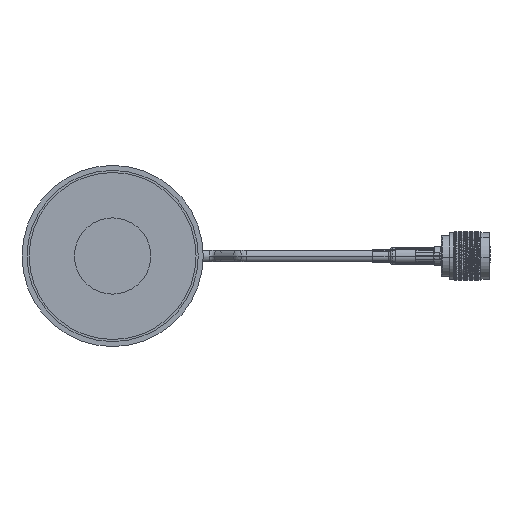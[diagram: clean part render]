
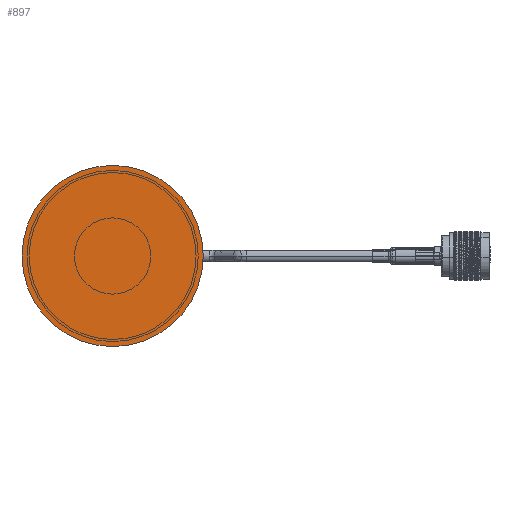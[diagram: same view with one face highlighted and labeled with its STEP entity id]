
A CAD part, front view. The second image highlights one B-rep face of the part: STEP entity #897.
In plain terms, the highlighted planar face has unit normal (0, -1, 0).
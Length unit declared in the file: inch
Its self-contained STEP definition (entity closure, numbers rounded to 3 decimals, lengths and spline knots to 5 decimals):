
#897 = ADVANCED_FACE ( 'NONE', ( #55112 ), #47004, .F. ) ;
#2716 = VERTEX_POINT ( 'NONE', #69826 ) ;
#23352 = DIRECTION ( 'NONE',  ( 0., 1., 0. ) ) ;
#23528 = EDGE_CURVE ( 'NONE', #2716, #94069, #41173, .T. ) ;
#25446 = CIRCLE ( 'NONE', #90700, 1.49606 ) ;
#25461 = CARTESIAN_POINT ( 'NONE',  ( 0., -0.00984, 0. ) ) ;
#26924 = DIRECTION ( 'NONE',  ( 0., 0., -1. ) ) ;
#31633 = CARTESIAN_POINT ( 'NONE',  ( 0., -0.00984, 0. ) ) ;
#41173 = CIRCLE ( 'NONE', #56585, 1.49606 ) ;
#41531 = CARTESIAN_POINT ( 'NONE',  ( 0., -0.00984, -1.49606 ) ) ;
#47004 = PLANE ( 'NONE',  #67246 ) ;
#50628 = DIRECTION ( 'NONE',  ( 0., 1., 0. ) ) ;
#55032 = ORIENTED_EDGE ( 'NONE', *, *, #23528, .F. ) ;
#55112 = FACE_OUTER_BOUND ( 'NONE', #93500, .T. ) ;
#56585 = AXIS2_PLACEMENT_3D ( 'NONE', #99531, #50628, #26924 ) ;
#61400 = EDGE_CURVE ( 'NONE', #94069, #2716, #25446, .T. ) ;
#64472 = DIRECTION ( 'NONE',  ( 0., 1., 0. ) ) ;
#67246 = AXIS2_PLACEMENT_3D ( 'NONE', #25461, #23352, #74374 ) ;
#69826 = CARTESIAN_POINT ( 'NONE',  ( 0., -0.00984, 1.49606 ) ) ;
#74374 = DIRECTION ( 'NONE',  ( 0., 0., 1. ) ) ;
#90700 = AXIS2_PLACEMENT_3D ( 'NONE', #31633, #64472, #105876 ) ;
#93500 = EDGE_LOOP ( 'NONE', ( #95099, #55032 ) ) ;
#94069 = VERTEX_POINT ( 'NONE', #41531 ) ;
#95099 = ORIENTED_EDGE ( 'NONE', *, *, #61400, .F. ) ;
#99531 = CARTESIAN_POINT ( 'NONE',  ( 0., -0.00984, 0. ) ) ;
#105876 = DIRECTION ( 'NONE',  ( 0., 0., -1. ) ) ;
